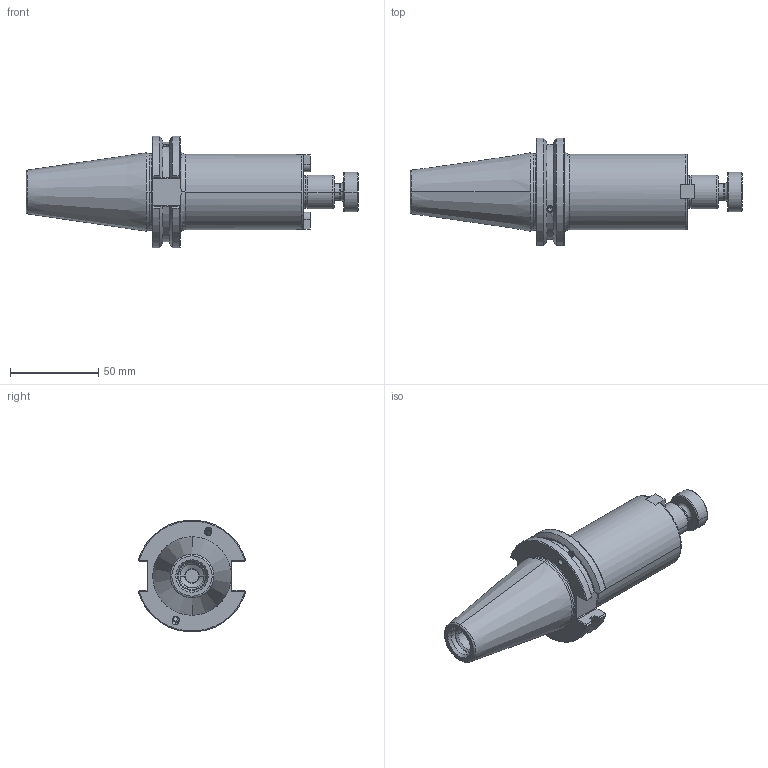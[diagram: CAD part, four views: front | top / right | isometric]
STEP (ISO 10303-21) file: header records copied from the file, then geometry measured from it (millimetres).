
FILE_DESCRIPTION((''),'2;1');
FILE_NAME('EK310B-CAT40ADB-SMA0_75-3_5_ASM','2020-03-31T',('MYPC'),(''),'PRO/ENGINEER BY PARAMETRIC TECHNOLOGY CORPORATION, 2012130','PRO/ENGINEER BY PARAMETRIC TECHNOLOGY CORPORATION, 2012130','');
FILE_SCHEMA(('CONFIG_CONTROL_DESIGN'));
Length unit declared in the file: inch
Products named in the file (4): EK310B-CAT40ADB-SMA0_75-3_5; SMA19_05_DRIVE_KEY; SMA19_05_COLLAR_BOLT; EK310B-CAT40ADB-SMA0_75-3_5_ASM
Assembly tree (4 placements, depth 2):
  EK310B-CAT40ADB-SMA0_75-3_5_ASM
    EK310B-CAT40ADB-SMA0_75-3_5
    SMA19_05_DRIVE_KEY  x2
    SMA19_05_COLLAR_BOLT
Bounding box: 188.14 x 60.84 x 63.27 mm (x, y, z)
Volume: 201855 mm3; surface area: 40899.6 mm2
Topology: 4 solids, 13 shells, 245 faces, 625 edges, 394 vertices
Faces by surface type: cylinder 90, plane 85, cone 40, torus 26, bspline 4
Entity records: 7648 total; most frequent: CARTESIAN_POINT 1897, DIRECTION 1223, ORIENTED_EDGE 1122, EDGE_CURVE 589, AXIS2_PLACEMENT_3D 490, VERTEX_POINT 378, EDGE_LOOP 263, CIRCLE 248
